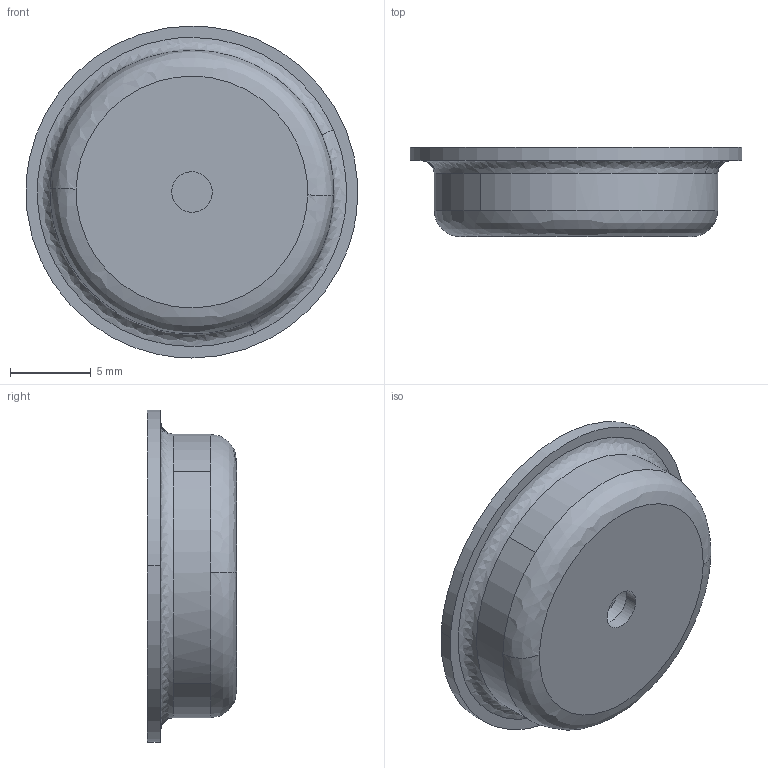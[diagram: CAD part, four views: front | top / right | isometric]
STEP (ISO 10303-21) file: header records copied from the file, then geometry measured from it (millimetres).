
FILE_DESCRIPTION((''),'2;1');
FILE_NAME('','2005-07-15T14:38:28',(''),(''),'','CADfix','');
FILE_SCHEMA(('AUTOMOTIVE_DESIGN'));
Length unit declared in the file: millimetre
Products named in the file (3): magnet; housing; TL_172_19229_36
Assembly tree (2 placements, depth 2):
  TL_172_19229_36
    magnet
    housing
Bounding box: 20.47 x 5.5 x 20.5 mm (x, y, z)
Volume: 1110.9 mm3; surface area: 1615.7 mm2
Topology: 2 solids, 2 shells, 31 faces, 107 edges, 83 vertices
Faces by surface type: bspline 31
Entity records: 1441 total; most frequent: CARTESIAN_POINT 833, ORIENTED_EDGE 214, EDGE_CURVE 107, VERTEX_POINT 83, EDGE_LOOP 36, FACE_OUTER_BOUND 31, ADVANCED_FACE 31, QUASI_UNIFORM_CURVE 16
